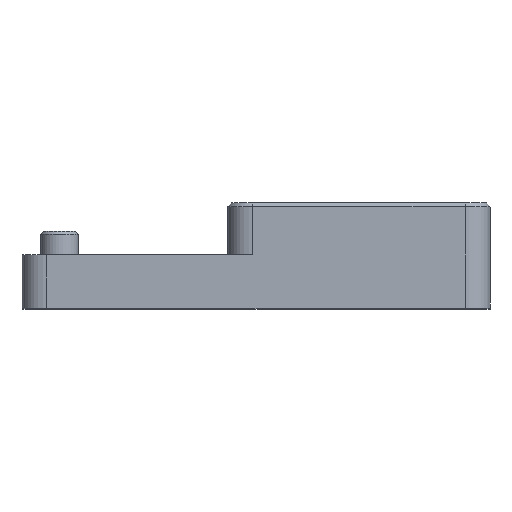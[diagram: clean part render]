
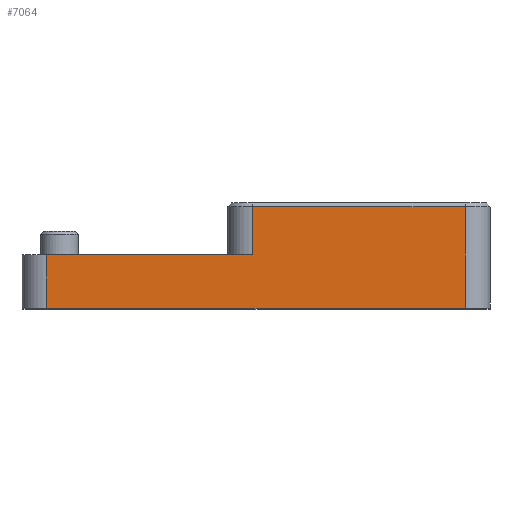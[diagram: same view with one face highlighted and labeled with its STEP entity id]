
A CAD part, top view. The second image highlights one B-rep face of the part: STEP entity #7064.
In plain terms, the highlighted planar face has unit normal (0, 0, 1).
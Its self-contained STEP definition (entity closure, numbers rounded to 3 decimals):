
#568=FACE_OUTER_BOUND('',#961,.T.);
#961=EDGE_LOOP('',(#4716,#4717,#4718,#4719,#4720,#4721));
#1384=LINE('',#9192,#2130);
#1402=LINE('',#9246,#2148);
#1403=LINE('',#9250,#2149);
#1404=LINE('',#9252,#2150);
#1405=LINE('',#9254,#2151);
#1406=LINE('',#9255,#2152);
#2130=VECTOR('',#7792,10.);
#2148=VECTOR('',#7848,10.);
#2149=VECTOR('',#7853,10.);
#2150=VECTOR('',#7854,10.);
#2151=VECTOR('',#7855,10.);
#2152=VECTOR('',#7856,10.);
#2873=VERTEX_POINT('',#9185);
#2876=VERTEX_POINT('',#9190);
#2893=VERTEX_POINT('',#9245);
#2894=VERTEX_POINT('',#9249);
#2895=VERTEX_POINT('',#9251);
#2896=VERTEX_POINT('',#9253);
#3593=EDGE_CURVE('',#2876,#2873,#1384,.T.);
#3620=EDGE_CURVE('',#2893,#2873,#1402,.T.);
#3622=EDGE_CURVE('',#2894,#2876,#1403,.T.);
#3623=EDGE_CURVE('',#2895,#2894,#1404,.T.);
#3624=EDGE_CURVE('',#2895,#2896,#1405,.T.);
#3625=EDGE_CURVE('',#2893,#2896,#1406,.T.);
#4716=ORIENTED_EDGE('',*,*,#3593,.F.);
#4717=ORIENTED_EDGE('',*,*,#3622,.F.);
#4718=ORIENTED_EDGE('',*,*,#3623,.F.);
#4719=ORIENTED_EDGE('',*,*,#3624,.T.);
#4720=ORIENTED_EDGE('',*,*,#3625,.F.);
#4721=ORIENTED_EDGE('',*,*,#3620,.T.);
#6835=PLANE('',#7481);
#7064=ADVANCED_FACE('',(#568),#6835,.T.);
#7481=AXIS2_PLACEMENT_3D('',#9248,#7851,#7852);
#7792=DIRECTION('',(1.,0.,0.));
#7848=DIRECTION('',(0.,1.,0.));
#7851=DIRECTION('center_axis',(0.,0.,1.));
#7852=DIRECTION('ref_axis',(-1.,0.,0.));
#7853=DIRECTION('',(0.,1.,0.));
#7854=DIRECTION('',(1.,0.,0.));
#7855=DIRECTION('',(0.,-1.,0.));
#7856=DIRECTION('',(-1.,0.,0.));
#9185=CARTESIAN_POINT('',(33.5,7.7,31.75));
#9190=CARTESIAN_POINT('',(-0.5,7.7,31.75));
#9192=CARTESIAN_POINT('',(25.,7.7,31.75));
#9245=CARTESIAN_POINT('',(33.5,-8.605,31.75));
#9246=CARTESIAN_POINT('',(33.5,0.,31.75));
#9248=CARTESIAN_POINT('Origin',(33.5,0.,31.75));
#9249=CARTESIAN_POINT('',(-0.5,0.,31.75));
#9250=CARTESIAN_POINT('',(-0.5,0.,31.75));
#9251=CARTESIAN_POINT('',(-33.5,0.,31.75));
#9252=CARTESIAN_POINT('',(-33.5,0.,31.75));
#9253=CARTESIAN_POINT('',(-33.5,-8.605,31.75));
#9254=CARTESIAN_POINT('',(-33.5,0.,31.75));
#9255=CARTESIAN_POINT('',(-33.5,-8.605,31.75));
